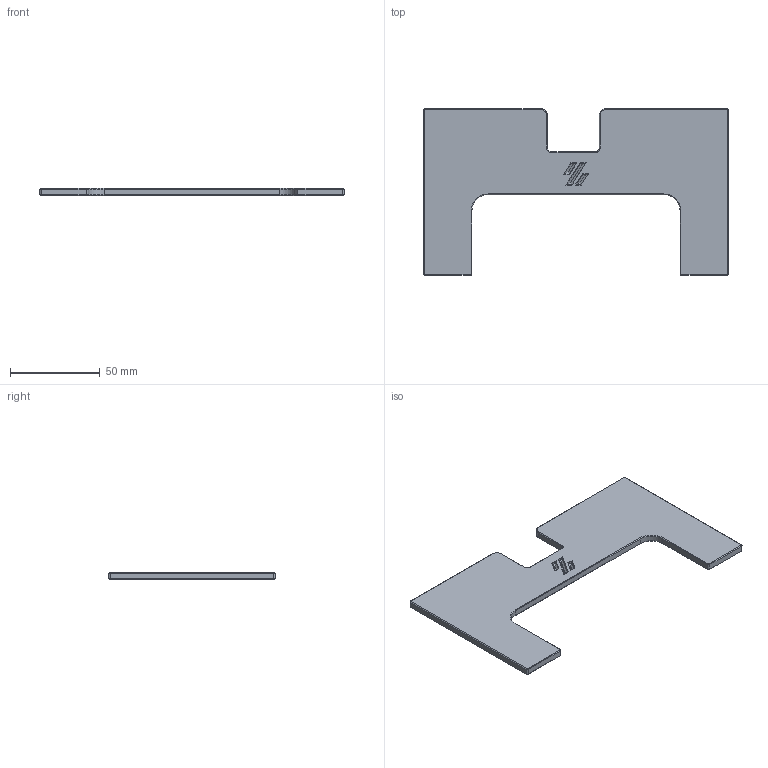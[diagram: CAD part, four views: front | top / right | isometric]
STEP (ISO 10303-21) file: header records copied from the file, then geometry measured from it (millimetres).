
FILE_DESCRIPTION(/* description */ (''),/* implementation_level */ '2;1');
FILE_NAME(/* name */ 'Cover.stp',/* time_stamp */ '2022-07-24T15:28:02+02:00',/* author */ ('Rama'),/* organization */ (''),/* preprocessor_version */ 'ST-DEVELOPER v18.1',/* originating_system */ 'Autodesk Inventor 2022',/* authorisation */ '');
FILE_SCHEMA (('AUTOMOTIVE_DESIGN { 1 0 10303 214 3 1 1 }'));
Length unit declared in the file: millimetre
Products named in the file (1): Ramabed Cover
Bounding box: 169.8 x 93 x 4 mm (x, y, z)
Volume: 39030.2 mm3; surface area: 22432.2 mm2
Topology: 1 solids, 1 shells, 121 faces, 270 edges, 156 vertices
Faces by surface type: plane 63, bspline 22, cone 20, cylinder 16
Full cylindrical faces by diameter (mm): 6.12 x4
Entity records: 4150 total; most frequent: CARTESIAN_POINT 1618, ORIENTED_EDGE 540, DIRECTION 450, EDGE_CURVE 270, VERTEX_POINT 156, LINE 154, VECTOR 154, AXIS2_PLACEMENT_3D 148
